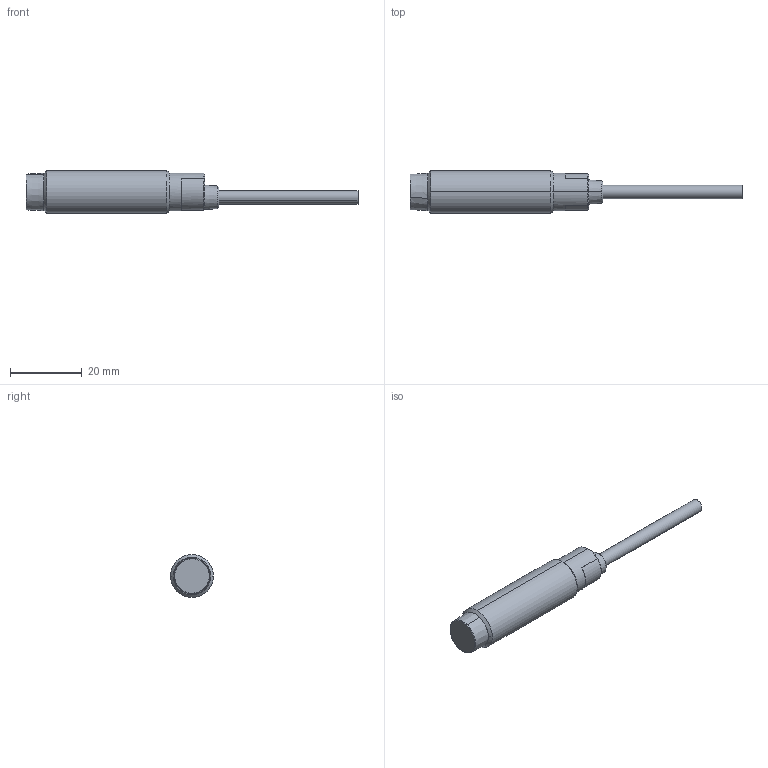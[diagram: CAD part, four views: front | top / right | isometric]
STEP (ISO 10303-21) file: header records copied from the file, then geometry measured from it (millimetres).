
FILE_DESCRIPTION (( 'STEP AP214' ), '1' );
FILE_NAME ('AM1-AP-4A.step', '2018-04-12T19:20:37', ( '' ), ( '' ), 'SwSTEP 2.0', 'SolidWorks 2017', '' );
FILE_SCHEMA (( 'AUTOMOTIVE_DESIGN' ));
Length unit declared in the file: inch
Products named in the file (1): AM1-AP-4A
Bounding box: 92.6 x 12 x 12 mm (x, y, z)
Volume: 5740.4 mm3; surface area: 2906.1 mm2
Topology: 4 solids, 6 shells, 46 faces, 89 edges, 57 vertices
Faces by surface type: plane 21, cone 12, cylinder 11, bspline 2
Entity records: 1871 total; most frequent: CARTESIAN_POINT 229, DIRECTION 222, ORIENTED_EDGE 178, AXIS2_PLACEMENT_3D 90, EDGE_CURVE 89, VERTEX_POINT 57, UNCERTAINTY_MEASURE_WITH_UNIT 52, LENGTH_MEASURE_WITH_UNIT 52
